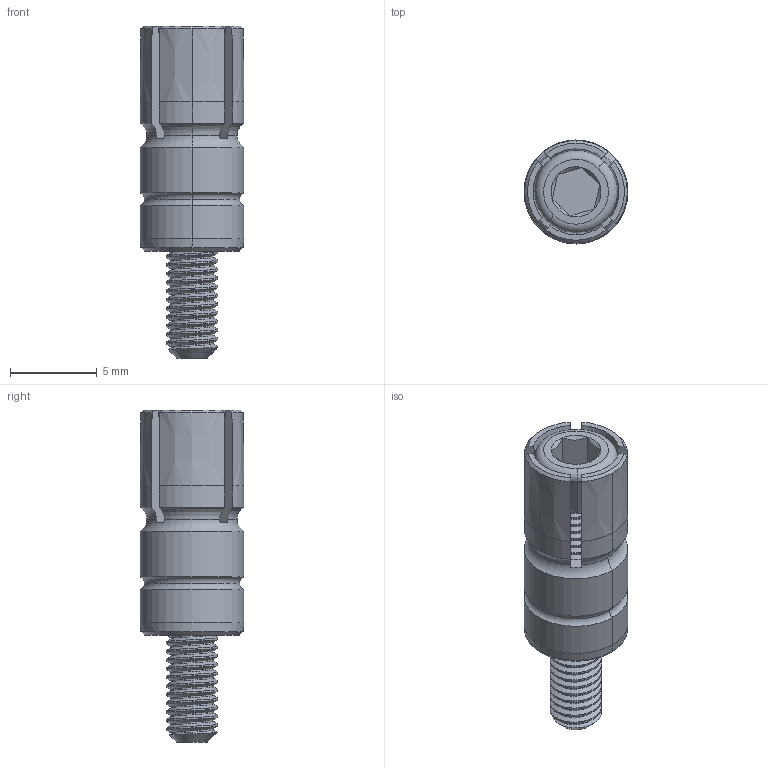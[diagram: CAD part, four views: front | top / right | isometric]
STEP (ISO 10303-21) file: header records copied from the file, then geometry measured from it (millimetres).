
FILE_DESCRIPTION (( 'STEP AP214' ), '1' );
FILE_NAME ('38730.STEP', '2016-02-25T14:45:10', ( 'Mike W' ), ( '' ), 'SwSTEP 2.0', 'SolidWorks 2015', '' );
FILE_SCHEMA (( 'AUTOMOTIVE_DESIGN' ));
Length unit declared in the file: inch
Products named in the file (3): 38731S_38731S; 387301_387301; 38730
Assembly tree (2 placements, depth 2):
  38730
    387301_387301
    38731S_38731S
Bounding box: 6 x 6 x 19.18 mm (x, y, z)
Volume: 340.3 mm3; surface area: 740.1 mm2
Topology: 2 solids, 2 shells, 215 faces, 595 edges, 385 vertices
Faces by surface type: cylinder 140, cone 32, plane 27, torus 14, bspline 2
Entity records: 10520 total; most frequent: CARTESIAN_POINT 5677, ORIENTED_EDGE 1190, DIRECTION 820, EDGE_CURVE 595, VERTEX_POINT 385, AXIS2_PLACEMENT_3D 314, EDGE_LOOP 218, ADVANCED_FACE 215
